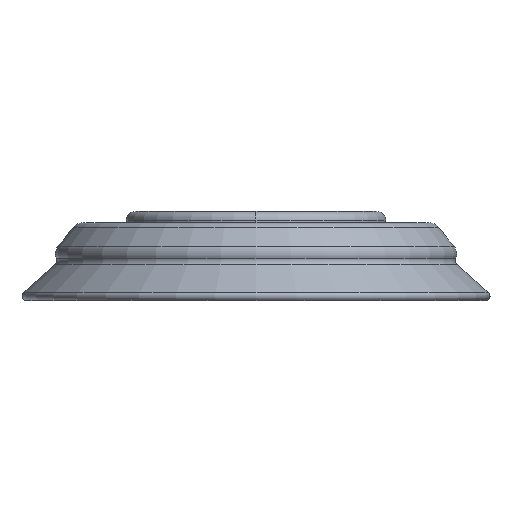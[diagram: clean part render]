
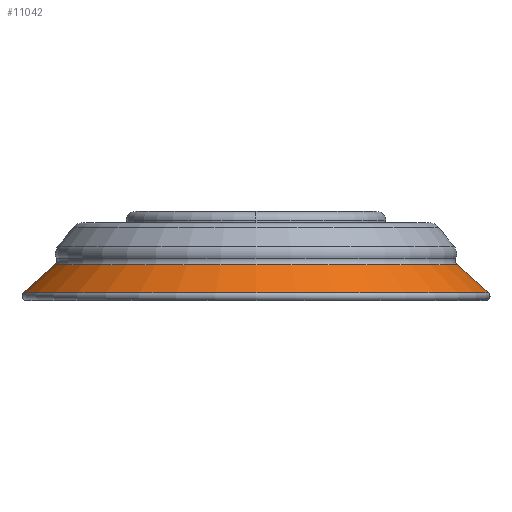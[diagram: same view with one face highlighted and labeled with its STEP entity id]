
A CAD part, left-side view. The second image highlights one B-rep face of the part: STEP entity #11042.
In plain terms, the highlighted conical face has half-angle 48 degrees and reference radius 37.141 mm.
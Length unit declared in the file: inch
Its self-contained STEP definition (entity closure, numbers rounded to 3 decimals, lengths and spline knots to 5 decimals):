
#10722=CARTESIAN_POINT('',(0.,0.05229,0.));
#10723=DIRECTION('',(0.,1.,0.));
#10724=DIRECTION('',(0.,0.,-1.));
#10725=AXIS2_PLACEMENT_3D('',#10722,#10723,#10724);
#10727=DIRECTION('',(0.,0.669,0.743));
#10728=VECTOR('',#10727,0.28177);
#10729=CARTESIAN_POINT('',(0.,0.05229,-1.56692));
#10730=LINE('',#10729,#10728);
#10731=CARTESIAN_POINT('',(0.,0.24083,0.));
#10732=DIRECTION('',(0.,1.,0.));
#10733=DIRECTION('',(0.,0.,-1.));
#10734=AXIS2_PLACEMENT_3D('',#10731,#10732,#10733);
#10736=DIRECTION('',(0.,0.669,-0.743));
#10737=VECTOR('',#10736,0.28177);
#10738=CARTESIAN_POINT('',(0.,0.05229,1.56692));
#10739=LINE('',#10738,#10737);
#10835=CARTESIAN_POINT('',(0.,0.24083,-1.35753));
#10836=CARTESIAN_POINT('',(0.,0.24083,1.35753));
#10837=VERTEX_POINT('',#10835);
#10838=VERTEX_POINT('',#10836);
#10843=CARTESIAN_POINT('',(0.,0.05229,-1.56692));
#10844=CARTESIAN_POINT('',(0.,0.05229,1.56692));
#10845=VERTEX_POINT('',#10843);
#10846=VERTEX_POINT('',#10844);
#11028=CARTESIAN_POINT('',(0.,0.14656,0.));
#11029=DIRECTION('',(0.,-1.,0.));
#11030=DIRECTION('',(0.,0.,1.));
#11031=AXIS2_PLACEMENT_3D('',#11028,#11029,#11030);
#11032=CONICAL_SURFACE('',#11031,1.46222,48.);
#11033=ORIENTED_EDGE('',*,*,#11018,.F.);
#11035=ORIENTED_EDGE('',*,*,#11034,.T.);
#11037=ORIENTED_EDGE('',*,*,#11036,.T.);
#11039=ORIENTED_EDGE('',*,*,#11038,.F.);
#11040=EDGE_LOOP('',(#11033,#11035,#11037,#11039));
#11041=FACE_OUTER_BOUND('',#11040,.F.);
#11042=ADVANCED_FACE('',(#11041),#11032,.T.);
#10726=CIRCLE('',#10725,1.56692);
#10735=CIRCLE('',#10734,1.35753);
#11018=EDGE_CURVE('',#10845,#10846,#10726,.T.);
#11034=EDGE_CURVE('',#10845,#10837,#10730,.T.);
#11036=EDGE_CURVE('',#10837,#10838,#10735,.T.);
#11038=EDGE_CURVE('',#10846,#10838,#10739,.T.);
